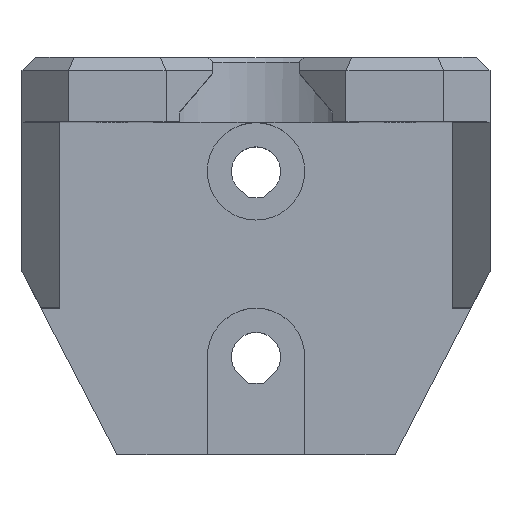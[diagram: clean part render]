
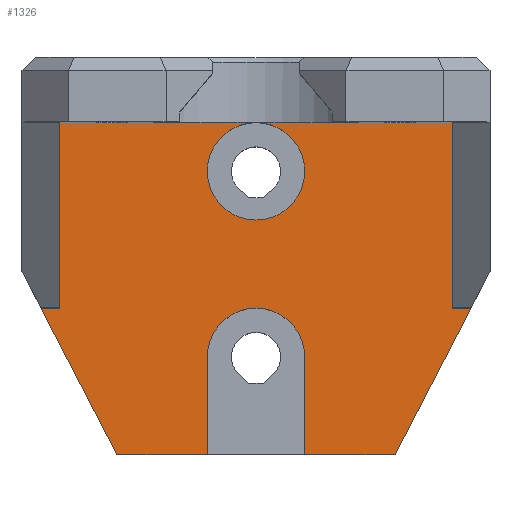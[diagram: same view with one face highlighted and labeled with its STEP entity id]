
A CAD part, top view. The second image highlights one B-rep face of the part: STEP entity #1326.
In plain terms, the highlighted planar face has unit normal (0, 0, 1).
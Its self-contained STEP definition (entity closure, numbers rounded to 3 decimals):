
#62=PLANE('',#1436);
#140=FACE_OUTER_BOUND('',#221,.T.);
#221=EDGE_LOOP('',(#1126,#1127,#1128,#1129,#1130,#1131,#1132,#1133,#1134,
#1135,#1136,#1137,#1138,#1139,#1140));
#311=LINE('',#1993,#471);
#312=LINE('',#1995,#472);
#357=LINE('',#2084,#517);
#361=LINE('',#2092,#521);
#377=LINE('',#2125,#537);
#378=LINE('',#2128,#538);
#379=LINE('',#2129,#539);
#380=LINE('',#2131,#540);
#381=LINE('',#2134,#541);
#382=LINE('',#2136,#542);
#383=LINE('',#2138,#543);
#384=LINE('',#2139,#544);
#471=VECTOR('',#1623,1000.);
#472=VECTOR('',#1624,1000.);
#517=VECTOR('',#1697,1000.);
#521=VECTOR('',#1701,1000.);
#537=VECTOR('',#1723,1000.);
#538=VECTOR('',#1726,1000.);
#539=VECTOR('',#1727,1000.);
#540=VECTOR('',#1728,1000.);
#541=VECTOR('',#1731,1000.);
#542=VECTOR('',#1732,1000.);
#543=VECTOR('',#1733,1000.);
#544=VECTOR('',#1734,1000.);
#584=CIRCLE('',#1387,5.25);
#585=CIRCLE('',#1388,5.25);
#597=CIRCLE('',#1437,5.25);
#608=VERTEX_POINT('',#1860);
#609=VERTEX_POINT('',#1862);
#656=VERTEX_POINT('',#1991);
#657=VERTEX_POINT('',#1994);
#686=VERTEX_POINT('',#2081);
#687=VERTEX_POINT('',#2083);
#690=VERTEX_POINT('',#2089);
#691=VERTEX_POINT('',#2091);
#705=VERTEX_POINT('',#2123);
#706=VERTEX_POINT('',#2127);
#707=VERTEX_POINT('',#2130);
#708=VERTEX_POINT('',#2132);
#709=VERTEX_POINT('',#2135);
#710=VERTEX_POINT('',#2137);
#732=EDGE_CURVE('',#608,#609,#584,.T.);
#733=EDGE_CURVE('',#609,#608,#585,.T.);
#797=EDGE_CURVE('',#609,#656,#311,.T.);
#798=EDGE_CURVE('',#657,#609,#312,.T.);
#843=EDGE_CURVE('',#686,#687,#357,.T.);
#847=EDGE_CURVE('',#690,#691,#361,.T.);
#864=EDGE_CURVE('',#705,#656,#377,.T.);
#865=EDGE_CURVE('',#706,#705,#378,.T.);
#866=EDGE_CURVE('',#706,#691,#379,.T.);
#867=EDGE_CURVE('',#707,#690,#380,.T.);
#868=EDGE_CURVE('',#708,#707,#597,.T.);
#869=EDGE_CURVE('',#687,#708,#381,.T.);
#870=EDGE_CURVE('',#686,#709,#382,.T.);
#871=EDGE_CURVE('',#710,#709,#383,.T.);
#872=EDGE_CURVE('',#710,#657,#384,.T.);
#1126=ORIENTED_EDGE('',*,*,#865,.F.);
#1127=ORIENTED_EDGE('',*,*,#866,.T.);
#1128=ORIENTED_EDGE('',*,*,#847,.F.);
#1129=ORIENTED_EDGE('',*,*,#867,.F.);
#1130=ORIENTED_EDGE('',*,*,#868,.F.);
#1131=ORIENTED_EDGE('',*,*,#869,.F.);
#1132=ORIENTED_EDGE('',*,*,#843,.F.);
#1133=ORIENTED_EDGE('',*,*,#870,.T.);
#1134=ORIENTED_EDGE('',*,*,#871,.F.);
#1135=ORIENTED_EDGE('',*,*,#872,.T.);
#1136=ORIENTED_EDGE('',*,*,#798,.T.);
#1137=ORIENTED_EDGE('',*,*,#732,.F.);
#1138=ORIENTED_EDGE('',*,*,#733,.F.);
#1139=ORIENTED_EDGE('',*,*,#797,.T.);
#1140=ORIENTED_EDGE('',*,*,#864,.F.);
#1326=ADVANCED_FACE('',(#140),#62,.F.);
#1387=AXIS2_PLACEMENT_3D('',#1863,#1508,#1509);
#1388=AXIS2_PLACEMENT_3D('',#1864,#1510,#1511);
#1436=AXIS2_PLACEMENT_3D('',#2126,#1724,#1725);
#1437=AXIS2_PLACEMENT_3D('',#2133,#1729,#1730);
#1508=DIRECTION('center_axis',(0.,0.,1.));
#1509=DIRECTION('ref_axis',(1.,0.,0.));
#1510=DIRECTION('center_axis',(0.,0.,1.));
#1511=DIRECTION('ref_axis',(1.,0.,0.));
#1623=DIRECTION('',(-1.,0.,0.));
#1624=DIRECTION('',(-1.,0.,0.));
#1697=DIRECTION('',(-1.,0.,0.));
#1701=DIRECTION('',(-1.,0.,0.));
#1723=DIRECTION('',(0.,1.,0.));
#1724=DIRECTION('center_axis',(0.,0.,-1.));
#1725=DIRECTION('ref_axis',(-1.,0.,0.));
#1726=DIRECTION('',(1.,0.,0.));
#1727=DIRECTION('',(0.46,-0.888,0.));
#1728=DIRECTION('',(0.,-1.,0.));
#1729=DIRECTION('center_axis',(0.,0.,1.));
#1730=DIRECTION('ref_axis',(1.,0.,0.));
#1731=DIRECTION('',(0.,1.,0.));
#1732=DIRECTION('',(0.46,0.888,0.));
#1733=DIRECTION('',(1.,0.,0.));
#1734=DIRECTION('',(0.,1.,0.));
#1860=CARTESIAN_POINT('',(-5.25,-12.25,-21.3));
#1862=CARTESIAN_POINT('',(0.,-7.,-21.3));
#1863=CARTESIAN_POINT('Origin',(0.,-12.25,-21.3));
#1864=CARTESIAN_POINT('Origin',(0.,-12.25,-21.3));
#1991=CARTESIAN_POINT('',(-21.225,-7.,-21.3));
#1993=CARTESIAN_POINT('',(-21.225,-7.,-21.3));
#1994=CARTESIAN_POINT('',(21.225,-7.,-21.3));
#1995=CARTESIAN_POINT('',(-21.225,-7.,-21.3));
#2081=CARTESIAN_POINT('',(15.,-42.8,-21.3));
#2083=CARTESIAN_POINT('',(5.25,-42.8,-21.3));
#2084=CARTESIAN_POINT('',(0.,-42.8,-21.3));
#2089=CARTESIAN_POINT('',(-5.25,-42.8,-21.3));
#2091=CARTESIAN_POINT('',(-15.,-42.8,-21.3));
#2092=CARTESIAN_POINT('',(0.,-42.8,-21.3));
#2123=CARTESIAN_POINT('',(-21.225,-27.,-21.3));
#2125=CARTESIAN_POINT('',(-21.225,-49.8,-21.3));
#2126=CARTESIAN_POINT('Origin',(-21.225,-49.8,-21.3));
#2127=CARTESIAN_POINT('',(-23.176,-27.,-21.3));
#2128=CARTESIAN_POINT('',(-31.5,-27.,-21.3));
#2129=CARTESIAN_POINT('',(-13.458,-45.781,-21.3));
#2130=CARTESIAN_POINT('',(-5.25,-32.25,-21.3));
#2131=CARTESIAN_POINT('',(-5.25,-32.25,-21.3));
#2132=CARTESIAN_POINT('',(5.25,-32.25,-21.3));
#2133=CARTESIAN_POINT('Origin',(0.,-32.25,-21.3));
#2134=CARTESIAN_POINT('',(5.25,-32.25,-21.3));
#2135=CARTESIAN_POINT('',(23.176,-27.,-21.3));
#2136=CARTESIAN_POINT('',(4.492,-63.107,-21.3));
#2137=CARTESIAN_POINT('',(21.225,-27.,-21.3));
#2138=CARTESIAN_POINT('',(-31.5,-27.,-21.3));
#2139=CARTESIAN_POINT('',(21.225,-49.8,-21.3));
